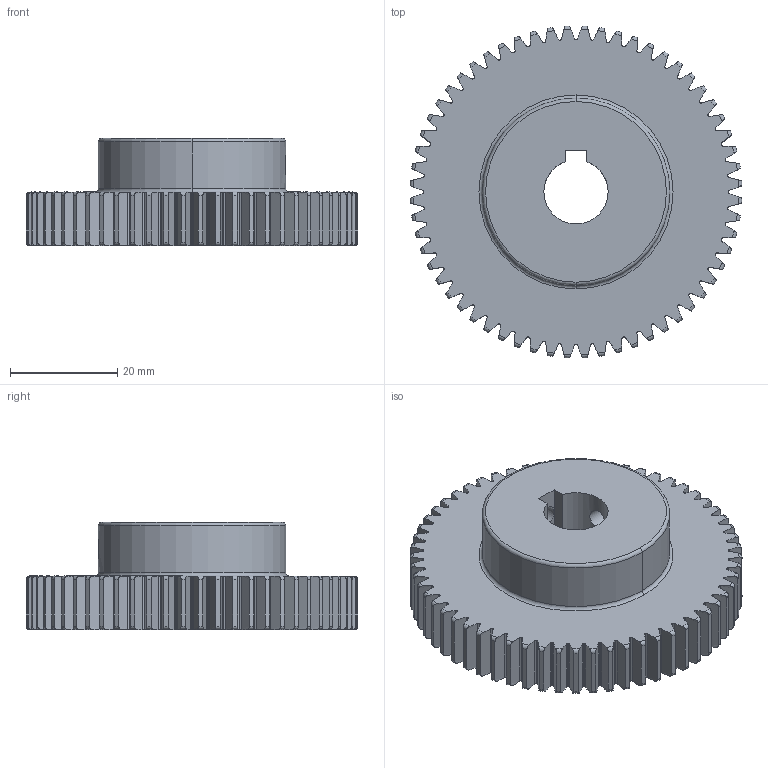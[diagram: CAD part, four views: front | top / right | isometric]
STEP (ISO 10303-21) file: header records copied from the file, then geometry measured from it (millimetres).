
FILE_DESCRIPTION (( 'STEP AP203' ), '1' );
FILE_NAME ('2664N150_METAL GEAR - 20 DEGREE PRESSURE ANGLE_2664N15_sldprt.STEP', '2021-08-06T01:53:14', ( '' ), ( '' ), 'SwSTEP 2.0', 'SolidWorks 2019', '' );
FILE_SCHEMA (( 'CONFIG_CONTROL_DESIGN' ));
Length unit declared in the file: inch
Products named in the file (1): 2664N150_METAL GEAR - 20 DEGREE PRESSURE ANGLE_2664N15_sldprt
Bounding box: 61.95 x 61.95 x 20 mm (x, y, z)
Volume: 35212.2 mm3; surface area: 11433.5 mm2
Topology: 2 solids, 2 shells, 530 faces, 1555 edges, 1028 vertices
Faces by surface type: cylinder 371, torus 124, plane 23, cone 12
Entity records: 19004 total; most frequent: CARTESIAN_POINT 4476, DIRECTION 3241, ORIENTED_EDGE 3102, EDGE_CURVE 1551, AXIS2_PLACEMENT_3D 1405, VERTEX_POINT 1028, CIRCLE 874, EDGE_LOOP 537
